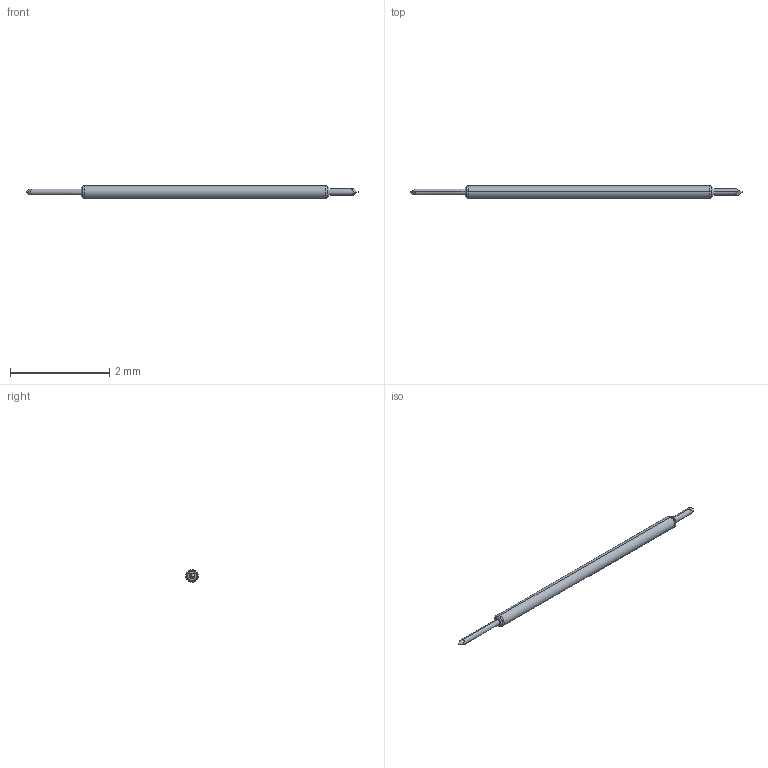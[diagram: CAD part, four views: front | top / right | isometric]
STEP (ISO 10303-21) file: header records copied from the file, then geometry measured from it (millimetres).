
FILE_DESCRIPTION (( 'STEP AP214' ), '1' );
FILE_NAME ('M035PR1443S-S.STEP', '2016-04-08T16:36:55', ( 'spare' ), ( '' ), 'SwSTEP 2.0', 'SolidWorks 2016', '' );
FILE_SCHEMA (( 'AUTOMOTIVE_DESIGN' ));
Length unit declared in the file: inch
Products named in the file (1): M035PR1443S-S
Bounding box: 6.7 x 0.25 x 0.25 mm (x, y, z)
Volume: 0.3 mm3; surface area: 4.6 mm2
Topology: 1 solids, 1 shells, 24 faces, 52 edges, 32 vertices
Faces by surface type: plane 10, cylinder 6, cone 4, torus 4
Entity records: 1004 total; most frequent: CARTESIAN_POINT 139, DIRECTION 112, ORIENTED_EDGE 104, EDGE_CURVE 52, AXIS2_PLACEMENT_3D 45, VERTEX_POINT 32, LENGTH_MEASURE_WITH_UNIT 27, UNCERTAINTY_MEASURE_WITH_UNIT 27
